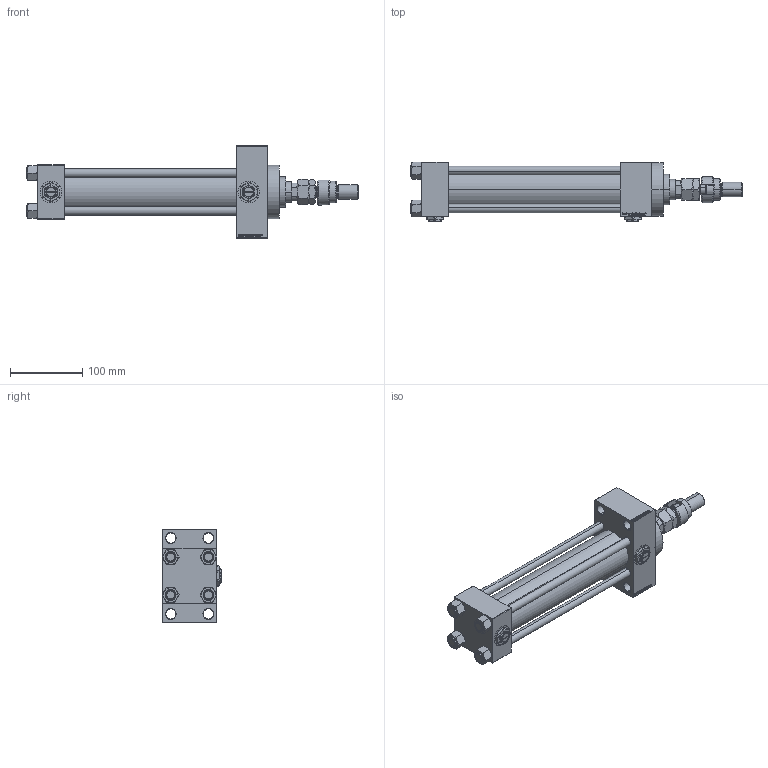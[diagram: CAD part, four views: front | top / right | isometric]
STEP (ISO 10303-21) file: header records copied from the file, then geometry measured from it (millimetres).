
FILE_DESCRIPTION (( 'STEP AP203' ), '1' );
FILE_NAME ('8597.STEP', '2023-08-23T14:01:15', ( '' ), ( '' ), 'SwSTEP 2.0', 'SolidWorks 2019', '' );
FILE_SCHEMA (( 'CONFIG_CONTROL_DESIGN' ));
Length unit declared in the file: millimetre
Products named in the file (10): FEMALE_PART_FOR_DFA 40a9153faf51655701e86a7cfb62338b; DFA 40a9153faf51655701e86a7cfb62338b; NUT_M5_D 40a9153faf51655701e86a7cfb62338b; 8597; V215CR_D_TYCINKA 40a9153faf51655701e86a7cfb62338b; V215_VC_A 40a9153faf51655701e86a7cfb62338b; V215CR_D_Body 40a9153faf51655701e86a7cfb62338b; MFA 40a9153faf51655701e86a7cfb62338b; Zatka_pro_OIL_PORT 40a9153faf51655701e86a7cfb62338b; V215CR_VCP_D 40a9153faf51655701e86a7cfb62338b
Assembly tree (16 placements, depth 3):
  8597
    V215CR_D_Body 40a9153faf51655701e86a7cfb62338b
    V215CR_VCP_D 40a9153faf51655701e86a7cfb62338b
    NUT_M5_D 40a9153faf51655701e86a7cfb62338b  x4
    V215CR_D_TYCINKA 40a9153faf51655701e86a7cfb62338b  x4
    V215_VC_A 40a9153faf51655701e86a7cfb62338b
    DFA 40a9153faf51655701e86a7cfb62338b
      FEMALE_PART_FOR_DFA 40a9153faf51655701e86a7cfb62338b
      MFA 40a9153faf51655701e86a7cfb62338b
    Zatka_pro_OIL_PORT 40a9153faf51655701e86a7cfb62338b  x2
Bounding box: 459 x 82.27 x 128 mm (x, y, z)
Volume: 1133321.8 mm3; surface area: 290889.3 mm2
Topology: 15 solids, 15 shells, 1289 faces, 3168 edges, 2028 vertices
Faces by surface type: plane 573, bspline 368, cone 224, cylinder 112, torus 12
Entity records: 52132 total; most frequent: CARTESIAN_POINT 26470, ORIENTED_EDGE 5636, DIRECTION 3822, EDGE_CURVE 2818, VERTEX_POINT 1826, LINE 1610, VECTOR 1610, EDGE_LOOP 1268
